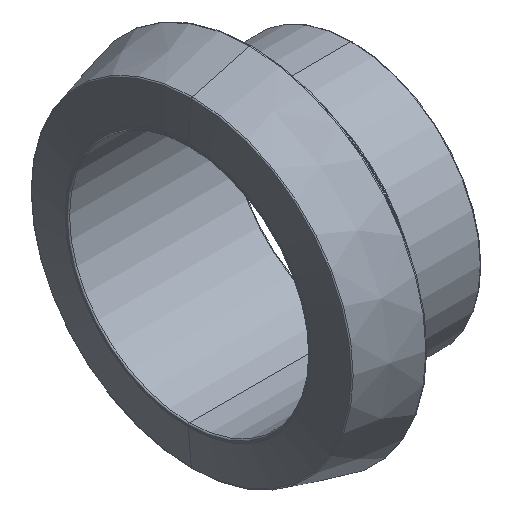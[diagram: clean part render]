
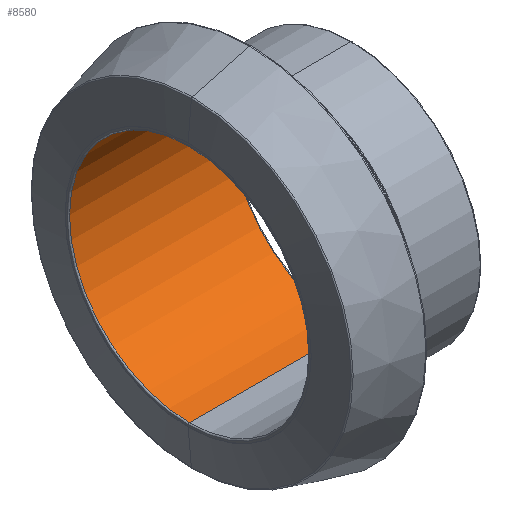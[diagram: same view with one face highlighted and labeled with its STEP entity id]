
A CAD part, isometric view. The second image highlights one B-rep face of the part: STEP entity #8580.
In plain terms, the highlighted cylindrical face has radius 19 mm (diameter 38 mm), a partial arc.
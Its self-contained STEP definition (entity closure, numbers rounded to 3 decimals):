
#14 = VERTEX_POINT ( 'NONE', #5036 ) ;
#416 = EDGE_LOOP ( 'NONE', ( #2711, #4480, #9107, #16054 ) ) ;
#660 = LINE ( 'NONE', #7248, #12032 ) ;
#712 = EDGE_CURVE ( 'NONE', #7906, #14, #6560, .T. ) ;
#802 = EDGE_CURVE ( 'NONE', #7906, #2374, #12256, .T. ) ;
#1438 = CARTESIAN_POINT ( 'NONE',  ( 25.8, 0., 19. ) ) ;
#1657 = DIRECTION ( 'NONE',  ( -1., 0., 0. ) ) ;
#2105 = CYLINDRICAL_SURFACE ( 'NONE', #3139, 19. ) ;
#2374 = VERTEX_POINT ( 'NONE', #1438 ) ;
#2711 = ORIENTED_EDGE ( 'NONE', *, *, #712, .F. ) ;
#2966 = CARTESIAN_POINT ( 'NONE',  ( 0., 0., -19. ) ) ;
#3139 = AXIS2_PLACEMENT_3D ( 'NONE', #16237, #6844, #16293 ) ;
#4193 = DIRECTION ( 'NONE',  ( 0., 0., -1. ) ) ;
#4480 = ORIENTED_EDGE ( 'NONE', *, *, #802, .T. ) ;
#5036 = CARTESIAN_POINT ( 'NONE',  ( 0.2, 0., -19. ) ) ;
#6338 = CARTESIAN_POINT ( 'NONE',  ( 25.8, 0., -19. ) ) ;
#6560 = LINE ( 'NONE', #2966, #12473 ) ;
#6639 = CIRCLE ( 'NONE', #10274, 19. ) ;
#6844 = DIRECTION ( 'NONE',  ( -1., 0., 0. ) ) ;
#7248 = CARTESIAN_POINT ( 'NONE',  ( 0., 0., 19. ) ) ;
#7285 = CARTESIAN_POINT ( 'NONE',  ( 0.2, 0., 19. ) ) ;
#7906 = VERTEX_POINT ( 'NONE', #6338 ) ;
#8580 = ADVANCED_FACE ( 'NONE', ( #14122 ), #2105, .F. ) ;
#8813 = DIRECTION ( 'NONE',  ( 1., 0., 0. ) ) ;
#9107 = ORIENTED_EDGE ( 'NONE', *, *, #14937, .T. ) ;
#9902 = CARTESIAN_POINT ( 'NONE',  ( 25.8, 0., 0. ) ) ;
#10274 = AXIS2_PLACEMENT_3D ( 'NONE', #10899, #14979, #4193 ) ;
#10899 = CARTESIAN_POINT ( 'NONE',  ( 0.2, 0., 0. ) ) ;
#11339 = DIRECTION ( 'NONE',  ( -1., 0., 0. ) ) ;
#11353 = DIRECTION ( 'NONE',  ( 0., 0., 1. ) ) ;
#12032 = VECTOR ( 'NONE', #11339, 1000. ) ;
#12256 = CIRCLE ( 'NONE', #17287, 19. ) ;
#12265 = EDGE_CURVE ( 'NONE', #13363, #14, #6639, .T. ) ;
#12473 = VECTOR ( 'NONE', #1657, 1000. ) ;
#13363 = VERTEX_POINT ( 'NONE', #7285 ) ;
#14122 = FACE_OUTER_BOUND ( 'NONE', #416, .T. ) ;
#14937 = EDGE_CURVE ( 'NONE', #2374, #13363, #660, .T. ) ;
#14979 = DIRECTION ( 'NONE',  ( -1., 0., 0. ) ) ;
#16054 = ORIENTED_EDGE ( 'NONE', *, *, #12265, .T. ) ;
#16237 = CARTESIAN_POINT ( 'NONE',  ( 0., 0., 0. ) ) ;
#16293 = DIRECTION ( 'NONE',  ( 0., 0., 1. ) ) ;
#17287 = AXIS2_PLACEMENT_3D ( 'NONE', #9902, #8813, #11353 ) ;
